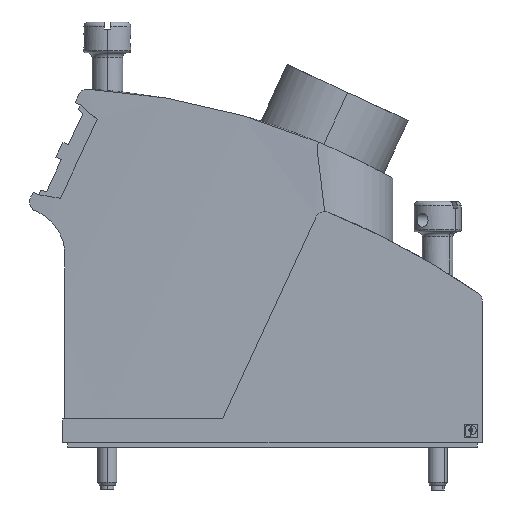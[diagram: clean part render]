
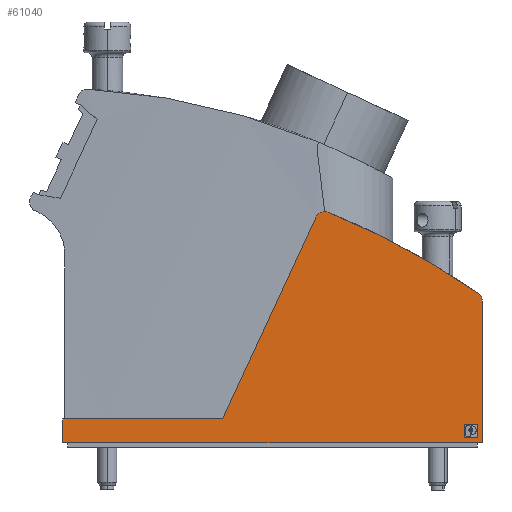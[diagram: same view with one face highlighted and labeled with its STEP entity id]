
A CAD part, left-side view. The second image highlights one B-rep face of the part: STEP entity #61040.
In plain terms, the highlighted face is planar.
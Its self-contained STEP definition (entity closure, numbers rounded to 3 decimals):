
#11960=CARTESIAN_POINT('',(55.945,-38.611,
2.007));
#11970=DIRECTION('',(0.,0.,1.));
#11980=DIRECTION('',(1.,0.,0.));
#11990=AXIS2_PLACEMENT_3D('',#11960,#11970,#11980);
#12000=CIRCLE('',#11990,0.2);
#12010=CARTESIAN_POINT('',(55.745,-38.611,
2.007));
#12020=VERTEX_POINT('',#12010);
#12030=CARTESIAN_POINT('',(55.945,-38.812,
2.007));
#12040=VERTEX_POINT('',#12030);
#12050=EDGE_CURVE('',#12020,#12040,#12000,.T.);
#12450=CARTESIAN_POINT('',(0.,-38.812,2.007));
#12460=DIRECTION('',(1.,0.,0.));
#12470=VECTOR('',#12460,1.);
#12480=LINE('',#12450,#12470);
#12490=CARTESIAN_POINT('',(58.395,-38.812,
2.007));
#12500=VERTEX_POINT('',#12490);
#12510=EDGE_CURVE('',#12040,#12500,#12480,.T.);
#38080=CARTESIAN_POINT('',(4.52,-34.812,
2.007));
#38090=VERTEX_POINT('',#38080);
#38120=CARTESIAN_POINT('',(0.,-34.812,2.007));
#38130=DIRECTION('',(-1.,0.,0.));
#38140=VECTOR('',#38130,1.);
#38150=LINE('',#38120,#38140);
#38160=CARTESIAN_POINT('',(-29.405,-34.812,
2.007));
#38170=VERTEX_POINT('',#38160);
#38180=EDGE_CURVE('',#38090,#38170,#38150,.T.);
#38450=CARTESIAN_POINT('',(24.3,7.969,
2.007));
#38460=VERTEX_POINT('',#38450);
#38490=CARTESIAN_POINT('',(20.616,0.,2.007));
#38500=DIRECTION('',(0.42,0.908,0.));
#38510=VECTOR('',#38500,1.);
#38520=LINE('',#38490,#38510);
#38530=EDGE_CURVE('',#38090,#38460,#38520,.T.);
#38730=CARTESIAN_POINT('',(-29.405,0.,2.007));
#38740=DIRECTION('',(0.,1.,0.));
#38750=VECTOR('',#38740,1.);
#38760=LINE('',#38730,#38750);
#38770=CARTESIAN_POINT('',(-29.405,-39.812,
2.007));
#38780=VERTEX_POINT('',#38770);
#38790=EDGE_CURVE('',#38780,#38170,#38760,.T.);
#39450=CARTESIAN_POINT('',(0.,-39.812,2.007));
#39460=DIRECTION('',(-1.,0.,0.));
#39470=VECTOR('',#39460,1.);
#39480=LINE('',#39450,#39470);
#39490=CARTESIAN_POINT('',(59.595,-39.812,
2.007));
#39500=VERTEX_POINT('',#39490);
#39510=EDGE_CURVE('',#39500,#38780,#39480,.T.);
#43660=CARTESIAN_POINT('',(59.595,-9.856,
2.007));
#43670=VERTEX_POINT('',#43660);
#43770=CARTESIAN_POINT('',(59.595,0.,2.007));
#43780=DIRECTION('',(0.,1.,0.));
#43790=VECTOR('',#43780,1.);
#43800=LINE('',#43770,#43790);
#43810=EDGE_CURVE('',#39500,#43670,#43800,.T.);
#43980=CARTESIAN_POINT('',(57.595,-9.856,
2.007));
#43990=DIRECTION('',(0.,0.,1.));
#44000=DIRECTION('',(1.,0.,0.));
#44010=AXIS2_PLACEMENT_3D('',#43980,#43990,#44000);
#44020=CIRCLE('',#44010,2.);
#44030=CARTESIAN_POINT('',(58.732,-8.211,
2.007));
#44040=VERTEX_POINT('',#44030);
#44050=EDGE_CURVE('',#43670,#44040,#44020,.T.);
#44380=CARTESIAN_POINT('',(55.945,-36.162,
2.007));
#44390=DIRECTION('',(0.,0.,1.));
#44400=DIRECTION('',(1.,0.,0.));
#44410=AXIS2_PLACEMENT_3D('',#44380,#44390,#44400);
#44420=CIRCLE('',#44410,0.2);
#44430=CARTESIAN_POINT('',(55.945,-35.962,
2.007));
#44440=VERTEX_POINT('',#44430);
#44450=CARTESIAN_POINT('',(55.745,-36.162,
2.007));
#44460=VERTEX_POINT('',#44450);
#44470=EDGE_CURVE('',#44440,#44460,#44420,.T.);
#47280=CARTESIAN_POINT('',(-35.079,-143.948,
2.007));
#47290=DIRECTION('',(0.,0.,1.));
#47300=DIRECTION('',(1.,0.,0.));
#47310=AXIS2_PLACEMENT_3D('',#47280,#47290,#47300);
#47320=CIRCLE('',#47310,165.);
#47330=CARTESIAN_POINT('',(26.866,8.983,2.007));
#47340=VERTEX_POINT('',#47330);
#47350=EDGE_CURVE('',#44040,#47340,#47320,.T.);
#55290=CARTESIAN_POINT('',(55.745,0.,2.007));
#55300=DIRECTION('',(0.,-1.,0.));
#55310=VECTOR('',#55300,1.);
#55320=LINE('',#55290,#55310);
#55330=EDGE_CURVE('',#44460,#12020,#55320,.T.);
#56210=CARTESIAN_POINT('',(58.395,-38.611,
2.007));
#56220=DIRECTION('',(0.,0.,1.));
#56230=DIRECTION('',(1.,0.,0.));
#56240=AXIS2_PLACEMENT_3D('',#56210,#56220,#56230);
#56250=CIRCLE('',#56240,0.2);
#56260=CARTESIAN_POINT('',(58.595,-38.611,
2.007));
#56270=VERTEX_POINT('',#56260);
#56280=EDGE_CURVE('',#12500,#56270,#56250,.T.);
#57980=CARTESIAN_POINT('',(58.395,-36.162,
2.007));
#57990=DIRECTION('',(0.,0.,1.));
#58000=DIRECTION('',(1.,0.,0.));
#58010=AXIS2_PLACEMENT_3D('',#57980,#57990,#58000);
#58020=CIRCLE('',#58010,0.2);
#58030=CARTESIAN_POINT('',(58.595,-36.162,
2.007));
#58040=VERTEX_POINT('',#58030);
#58050=CARTESIAN_POINT('',(58.395,-35.962,
2.007));
#58060=VERTEX_POINT('',#58050);
#58070=EDGE_CURVE('',#58040,#58060,#58020,.T.);
#60010=CARTESIAN_POINT('',(26.115,7.129,
2.007));
#60020=DIRECTION('',(0.,0.,1.));
#60030=DIRECTION('',(1.,0.,0.));
#60040=AXIS2_PLACEMENT_3D('',#60010,#60020,#60030);
#60050=CIRCLE('',#60040,2.);
#60060=EDGE_CURVE('',#47340,#38460,#60050,.T.);
#60690=CARTESIAN_POINT('',(54.509,-13.225,
2.007));
#60700=DIRECTION('',(0.,0.,1.));
#60710=DIRECTION('',(1.,0.,0.));
#60720=AXIS2_PLACEMENT_3D('',#60690,#60700,#60710);
#60730=PLANE('',#60720);
#60740=ORIENTED_EDGE('',*,*,#44470,.F.);
#60750=ORIENTED_EDGE('',*,*,#55330,.F.);
#60760=ORIENTED_EDGE('',*,*,#12050,.F.);
#60770=ORIENTED_EDGE('',*,*,#12510,.F.);
#60780=ORIENTED_EDGE('',*,*,#56280,.F.);
#60790=CARTESIAN_POINT('',(58.595,0.,2.007));
#60800=DIRECTION('',(0.,1.,0.));
#60810=VECTOR('',#60800,1.);
#60820=LINE('',#60790,#60810);
#60830=EDGE_CURVE('',#56270,#58040,#60820,.T.);
#60840=ORIENTED_EDGE('',*,*,#60830,.F.);
#60850=ORIENTED_EDGE('',*,*,#58070,.F.);
#60860=CARTESIAN_POINT('',(0.,-35.962,2.007));
#60870=DIRECTION('',(-1.,0.,0.));
#60880=VECTOR('',#60870,1.);
#60890=LINE('',#60860,#60880);
#60900=EDGE_CURVE('',#58060,#44440,#60890,.T.);
#60910=ORIENTED_EDGE('',*,*,#60900,.F.);
#60920=EDGE_LOOP('',(#60910,#60850,#60840,#60780,#60770,#60760,#60750,
#60740));
#60930=FACE_BOUND('',#60920,.T.);
#60940=ORIENTED_EDGE('',*,*,#38530,.F.);
#60950=ORIENTED_EDGE('',*,*,#60060,.T.);
#60960=ORIENTED_EDGE('',*,*,#47350,.T.);
#60970=ORIENTED_EDGE('',*,*,#44050,.T.);
#60980=ORIENTED_EDGE('',*,*,#43810,.T.);
#60990=ORIENTED_EDGE('',*,*,#39510,.F.);
#61000=ORIENTED_EDGE('',*,*,#38790,.F.);
#61010=ORIENTED_EDGE('',*,*,#38180,.T.);
#61020=EDGE_LOOP('',(#61010,#61000,#60990,#60980,#60970,#60960,#60950,
#60940));
#61030=FACE_OUTER_BOUND('',#61020,.T.);
#61040=ADVANCED_FACE('',(#60930,#61030),#60730,.T.);
